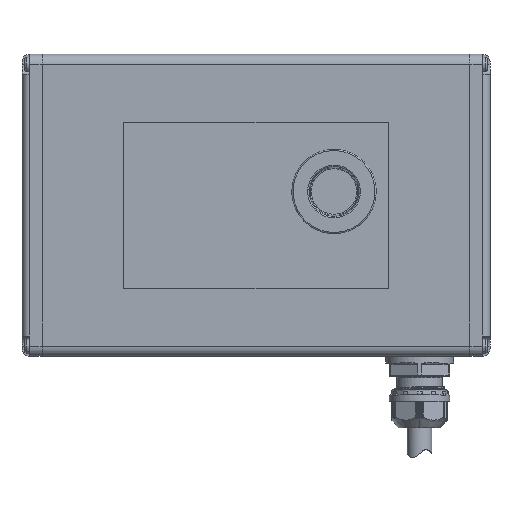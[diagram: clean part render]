
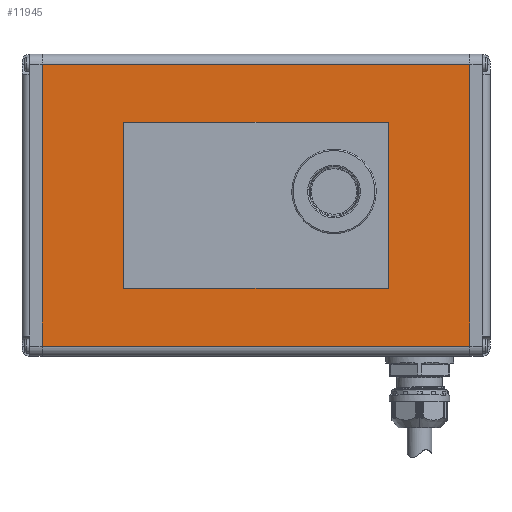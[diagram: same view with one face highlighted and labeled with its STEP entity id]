
A CAD part, top view. The second image highlights one B-rep face of the part: STEP entity #11945.
In plain terms, the highlighted planar face has unit normal (0, 0, 1).
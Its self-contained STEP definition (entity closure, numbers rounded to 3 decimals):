
#201 = VECTOR ( 'NONE', #8026, 1000. ) ;
#415 = CARTESIAN_POINT ( 'NONE',  ( -52.5, 33., 22.5 ) ) ;
#518 = VECTOR ( 'NONE', #18500, 1000. ) ;
#973 = ORIENTED_EDGE ( 'NONE', *, *, #2009, .F. ) ;
#1111 = ORIENTED_EDGE ( 'NONE', *, *, #12177, .T. ) ;
#1172 = CARTESIAN_POINT ( 'NONE',  ( -52.5, -33., 22.5 ) ) ;
#1285 = VERTEX_POINT ( 'NONE', #22583 ) ;
#1625 = EDGE_CURVE ( 'NONE', #1285, #17907, #13326, .T. ) ;
#1875 = LINE ( 'NONE', #2512, #2077 ) ;
#1955 = AXIS2_PLACEMENT_3D ( 'NONE', #8557, #9045, #23958 ) ;
#2009 = EDGE_CURVE ( 'NONE', #17907, #3336, #5887, .T. ) ;
#2077 = VECTOR ( 'NONE', #24827, 1000. ) ;
#2512 = CARTESIAN_POINT ( 'NONE',  ( 52.5, 33., 22.5 ) ) ;
#2758 = VECTOR ( 'NONE', #23268, 1000. ) ;
#3045 = EDGE_LOOP ( 'NONE', ( #29435, #1111, #17488, #10475 ) ) ;
#3336 = VERTEX_POINT ( 'NONE', #1172 ) ;
#3652 = CARTESIAN_POINT ( 'NONE',  ( -84.9, -56., 22.5 ) ) ;
#5887 = LINE ( 'NONE', #20654, #2758 ) ;
#6188 = VECTOR ( 'NONE', #24614, 1000. ) ;
#6354 = LINE ( 'NONE', #21288, #518 ) ;
#6933 = VERTEX_POINT ( 'NONE', #13428 ) ;
#7397 = CARTESIAN_POINT ( 'NONE',  ( -52.5, -33., 22.5 ) ) ;
#7787 = EDGE_CURVE ( 'NONE', #3336, #12972, #29892, .T. ) ;
#8026 = DIRECTION ( 'NONE',  ( -1., 0., 0. ) ) ;
#8557 = CARTESIAN_POINT ( 'NONE',  ( 85., 56., 22.5 ) ) ;
#8906 = DIRECTION ( 'NONE',  ( 0., 1., 0. ) ) ;
#9045 = DIRECTION ( 'NONE',  ( 0., 0., -1. ) ) ;
#9543 = VECTOR ( 'NONE', #8906, 1000. ) ;
#10475 = ORIENTED_EDGE ( 'NONE', *, *, #18112, .T. ) ;
#10610 = EDGE_LOOP ( 'NONE', ( #25026, #973, #27281, #21238 ) ) ;
#11945 = ADVANCED_FACE ( 'NONE', ( #13975, #23803 ), #23632, .F. ) ;
#12177 = EDGE_CURVE ( 'NONE', #26850, #31721, #6354, .T. ) ;
#12732 = EDGE_CURVE ( 'NONE', #6933, #26850, #31229, .T. ) ;
#12805 = CARTESIAN_POINT ( 'NONE',  ( 52.5, -33., 22.5 ) ) ;
#12972 = VERTEX_POINT ( 'NONE', #12805 ) ;
#13326 = LINE ( 'NONE', #18062, #22607 ) ;
#13428 = CARTESIAN_POINT ( 'NONE',  ( 84.9, 56., 22.5 ) ) ;
#13486 = DIRECTION ( 'NONE',  ( -1., 0., 0. ) ) ;
#13975 = FACE_BOUND ( 'NONE', #10610, .T. ) ;
#15247 = CARTESIAN_POINT ( 'NONE',  ( 85., -56., 22.5 ) ) ;
#17488 = ORIENTED_EDGE ( 'NONE', *, *, #24024, .F. ) ;
#17907 = VERTEX_POINT ( 'NONE', #415 ) ;
#17947 = VERTEX_POINT ( 'NONE', #20555 ) ;
#18062 = CARTESIAN_POINT ( 'NONE',  ( -52.5, 33., 22.5 ) ) ;
#18112 = EDGE_CURVE ( 'NONE', #17947, #6933, #31404, .T. ) ;
#18395 = DIRECTION ( 'NONE',  ( -1., 0., 0. ) ) ;
#18500 = DIRECTION ( 'NONE',  ( 0., -1., 0. ) ) ;
#20555 = CARTESIAN_POINT ( 'NONE',  ( 84.9, -56., 22.5 ) ) ;
#20654 = CARTESIAN_POINT ( 'NONE',  ( -52.5, 33., 22.5 ) ) ;
#20976 = VECTOR ( 'NONE', #18395, 1000. ) ;
#21193 = CARTESIAN_POINT ( 'NONE',  ( 85., 56., 22.5 ) ) ;
#21238 = ORIENTED_EDGE ( 'NONE', *, *, #27933, .F. ) ;
#21288 = CARTESIAN_POINT ( 'NONE',  ( -84.9, 56., 22.5 ) ) ;
#22583 = CARTESIAN_POINT ( 'NONE',  ( 52.5, 33., 22.5 ) ) ;
#22607 = VECTOR ( 'NONE', #13486, 1000. ) ;
#23268 = DIRECTION ( 'NONE',  ( 0., -1., 0. ) ) ;
#23632 = PLANE ( 'NONE',  #1955 ) ;
#23803 = FACE_OUTER_BOUND ( 'NONE', #3045, .T. ) ;
#23958 = DIRECTION ( 'NONE',  ( -1., 0., 0. ) ) ;
#24024 = EDGE_CURVE ( 'NONE', #17947, #31721, #30204, .T. ) ;
#24614 = DIRECTION ( 'NONE',  ( 1., 0., 0. ) ) ;
#24827 = DIRECTION ( 'NONE',  ( 0., 1., 0. ) ) ;
#25026 = ORIENTED_EDGE ( 'NONE', *, *, #7787, .F. ) ;
#26458 = CARTESIAN_POINT ( 'NONE',  ( 84.9, 56., 22.5 ) ) ;
#26850 = VERTEX_POINT ( 'NONE', #27734 ) ;
#27281 = ORIENTED_EDGE ( 'NONE', *, *, #1625, .F. ) ;
#27734 = CARTESIAN_POINT ( 'NONE',  ( -84.9, 56., 22.5 ) ) ;
#27933 = EDGE_CURVE ( 'NONE', #12972, #1285, #1875, .T. ) ;
#29435 = ORIENTED_EDGE ( 'NONE', *, *, #12732, .T. ) ;
#29892 = LINE ( 'NONE', #7397, #6188 ) ;
#30204 = LINE ( 'NONE', #15247, #201 ) ;
#31229 = LINE ( 'NONE', #21193, #20976 ) ;
#31404 = LINE ( 'NONE', #26458, #9543 ) ;
#31721 = VERTEX_POINT ( 'NONE', #3652 ) ;
